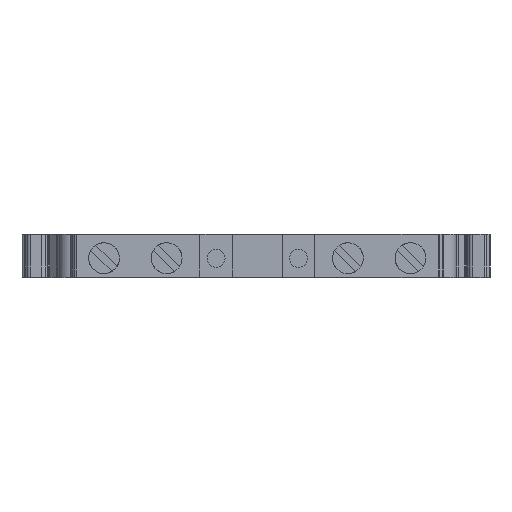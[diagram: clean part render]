
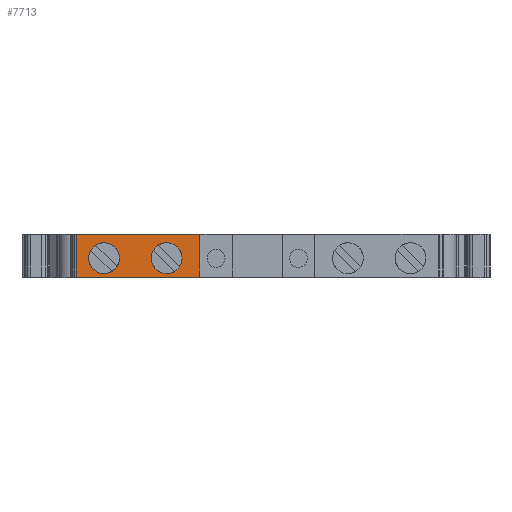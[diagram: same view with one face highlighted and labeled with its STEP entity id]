
A CAD part, top view. The second image highlights one B-rep face of the part: STEP entity #7713.
In plain terms, the highlighted planar face has unit normal (0, 0, 1).
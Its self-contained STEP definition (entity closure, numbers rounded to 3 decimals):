
#487 = CARTESIAN_POINT ( 'NONE',  ( -32.224, 2.65, 45.209 ) ) ;
#713 = FACE_BOUND ( 'NONE', #20389, .T. ) ;
#773 = LINE ( 'NONE', #6579, #9167 ) ;
#2528 = VERTEX_POINT ( 'NONE', #9651 ) ;
#2849 = CARTESIAN_POINT ( 'NONE',  ( -30.074, 2.65, 45.209 ) ) ;
#2884 = CARTESIAN_POINT ( 'NONE',  ( -38.824, 2.65, 45.209 ) ) ;
#3081 = AXIS2_PLACEMENT_3D ( 'NONE', #2849, #5858, #19037 ) ;
#3764 = DIRECTION ( 'NONE',  ( 1., 0., 0. ) ) ;
#4466 = ORIENTED_EDGE ( 'NONE', *, *, #21607, .F. ) ;
#4646 = AXIS2_PLACEMENT_3D ( 'NONE', #10460, #29590, #26946 ) ;
#5376 = DIRECTION ( 'NONE',  ( 0., -1., 0. ) ) ;
#5858 = DIRECTION ( 'NONE',  ( 0., 0., 1. ) ) ;
#5874 = CIRCLE ( 'NONE', #13032, 2.15 ) ;
#5910 = CARTESIAN_POINT ( 'NONE',  ( -38.824, 2.65, 45.209 ) ) ;
#6142 = ORIENTED_EDGE ( 'NONE', *, *, #30064, .T. ) ;
#6436 = EDGE_CURVE ( 'NONE', #23968, #12090, #14856, .T. ) ;
#6441 = CIRCLE ( 'NONE', #4646, 2.15 ) ;
#6579 = CARTESIAN_POINT ( 'NONE',  ( -27.924, 0., 45.209 ) ) ;
#7085 = DIRECTION ( 'NONE',  ( 0., -1., 0. ) ) ;
#7665 = CARTESIAN_POINT ( 'NONE',  ( -27.924, 2.65, 45.209 ) ) ;
#7713 = ADVANCED_FACE ( 'NONE', ( #32161, #17970, #713 ), #34641, .F. ) ;
#8220 = CARTESIAN_POINT ( 'NONE',  ( -42.689, 0., 45.209 ) ) ;
#8355 = DIRECTION ( 'NONE',  ( 0., 0., 1. ) ) ;
#9018 = CIRCLE ( 'NONE', #14460, 2.15 ) ;
#9070 = DIRECTION ( 'NONE',  ( 1., 0., 0. ) ) ;
#9167 = VECTOR ( 'NONE', #3764, 1000. ) ;
#9255 = CARTESIAN_POINT ( 'NONE',  ( -42.689, 6., 45.209 ) ) ;
#9651 = CARTESIAN_POINT ( 'NONE',  ( -25.424, 0., 45.209 ) ) ;
#10009 = CARTESIAN_POINT ( 'NONE',  ( -42.689, 6., 45.209 ) ) ;
#10460 = CARTESIAN_POINT ( 'NONE',  ( -30.074, 2.65, 45.209 ) ) ;
#10694 = ORIENTED_EDGE ( 'NONE', *, *, #18370, .F. ) ;
#11347 = AXIS2_PLACEMENT_3D ( 'NONE', #26564, #14964, #12523 ) ;
#12090 = VERTEX_POINT ( 'NONE', #27760 ) ;
#12132 = ORIENTED_EDGE ( 'NONE', *, *, #6436, .F. ) ;
#12523 = DIRECTION ( 'NONE',  ( -1., 0., 0. ) ) ;
#12607 = VECTOR ( 'NONE', #9070, 1000. ) ;
#12983 = VECTOR ( 'NONE', #5376, 1000. ) ;
#13032 = AXIS2_PLACEMENT_3D ( 'NONE', #5910, #15070, #34765 ) ;
#14004 = VERTEX_POINT ( 'NONE', #28088 ) ;
#14460 = AXIS2_PLACEMENT_3D ( 'NONE', #2884, #8355, #22938 ) ;
#14856 = LINE ( 'NONE', #9255, #12607 ) ;
#14964 = DIRECTION ( 'NONE',  ( 0., 0., -1. ) ) ;
#15032 = ORIENTED_EDGE ( 'NONE', *, *, #34358, .T. ) ;
#15070 = DIRECTION ( 'NONE',  ( 0., 0., 1. ) ) ;
#16474 = EDGE_LOOP ( 'NONE', ( #24753, #30091 ) ) ;
#17970 = FACE_BOUND ( 'NONE', #16474, .T. ) ;
#18207 = VECTOR ( 'NONE', #7085, 1000. ) ;
#18370 = EDGE_CURVE ( 'NONE', #14004, #21449, #5874, .T. ) ;
#19025 = VERTEX_POINT ( 'NONE', #7665 ) ;
#19037 = DIRECTION ( 'NONE',  ( 1., 0., 0. ) ) ;
#19628 = CARTESIAN_POINT ( 'NONE',  ( -42.689, 6., 45.209 ) ) ;
#20389 = EDGE_LOOP ( 'NONE', ( #4466, #10694 ) ) ;
#21449 = VERTEX_POINT ( 'NONE', #25367 ) ;
#21506 = CARTESIAN_POINT ( 'NONE',  ( -25.424, 6., 45.209 ) ) ;
#21607 = EDGE_CURVE ( 'NONE', #21449, #14004, #9018, .T. ) ;
#21702 = LINE ( 'NONE', #21506, #18207 ) ;
#22451 = VERTEX_POINT ( 'NONE', #8220 ) ;
#22738 = EDGE_CURVE ( 'NONE', #25971, #19025, #32381, .T. ) ;
#22938 = DIRECTION ( 'NONE',  ( 1., 0., 0. ) ) ;
#23968 = VERTEX_POINT ( 'NONE', #10009 ) ;
#24753 = ORIENTED_EDGE ( 'NONE', *, *, #30655, .F. ) ;
#25235 = EDGE_LOOP ( 'NONE', ( #15032, #26185, #12132, #6142 ) ) ;
#25367 = CARTESIAN_POINT ( 'NONE',  ( -36.674, 2.65, 45.209 ) ) ;
#25971 = VERTEX_POINT ( 'NONE', #487 ) ;
#26185 = ORIENTED_EDGE ( 'NONE', *, *, #35287, .F. ) ;
#26564 = CARTESIAN_POINT ( 'NONE',  ( -27.924, 6., 45.209 ) ) ;
#26946 = DIRECTION ( 'NONE',  ( 1., 0., 0. ) ) ;
#27760 = CARTESIAN_POINT ( 'NONE',  ( -25.424, 6., 45.209 ) ) ;
#28088 = CARTESIAN_POINT ( 'NONE',  ( -40.974, 2.65, 45.209 ) ) ;
#29590 = DIRECTION ( 'NONE',  ( 0., 0., 1. ) ) ;
#30064 = EDGE_CURVE ( 'NONE', #23968, #22451, #36864, .T. ) ;
#30091 = ORIENTED_EDGE ( 'NONE', *, *, #22738, .F. ) ;
#30655 = EDGE_CURVE ( 'NONE', #19025, #25971, #6441, .T. ) ;
#32161 = FACE_OUTER_BOUND ( 'NONE', #25235, .T. ) ;
#32381 = CIRCLE ( 'NONE', #3081, 2.15 ) ;
#34358 = EDGE_CURVE ( 'NONE', #22451, #2528, #773, .T. ) ;
#34641 = PLANE ( 'NONE',  #11347 ) ;
#34765 = DIRECTION ( 'NONE',  ( 1., 0., 0. ) ) ;
#35287 = EDGE_CURVE ( 'NONE', #12090, #2528, #21702, .T. ) ;
#36864 = LINE ( 'NONE', #19628, #12983 ) ;
